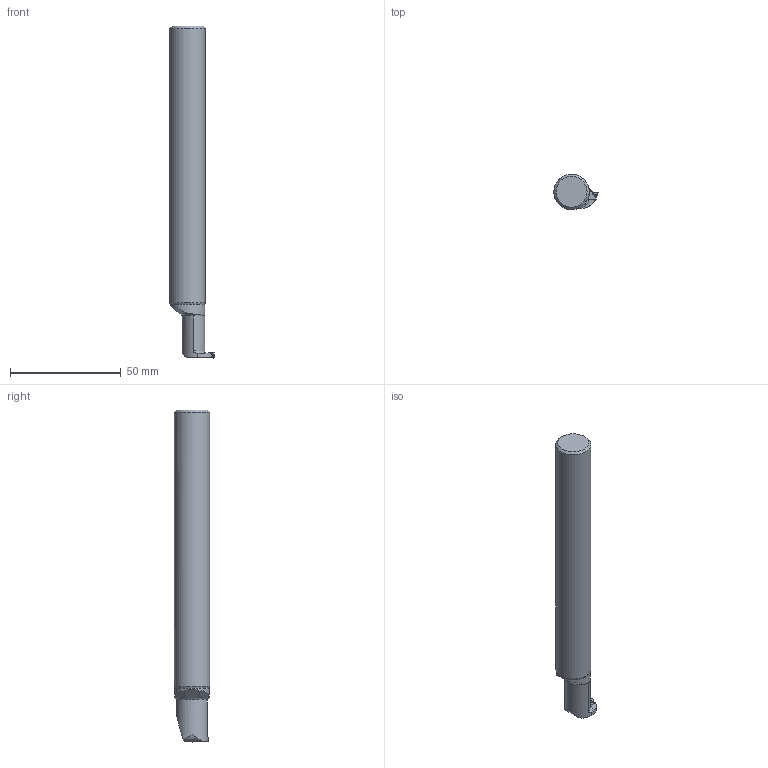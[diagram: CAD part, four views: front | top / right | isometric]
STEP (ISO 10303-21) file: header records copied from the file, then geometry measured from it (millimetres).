
FILE_DESCRIPTION(/* description */ (''),/* implementation_level */ '2;1');
FILE_NAME(/* name */ 'toolassembly_1.stp',/* time_stamp */ '2021-11-29T10:22:20+01:00',/* author */ (''),/* organization */ ('SMS'),/* preprocessor_version */ 'ST-DEVELOPER v16.7',/* originating_system */ 'SIEMENS PLM Software NX 12.0',/* authorisation */ '');
FILE_SCHEMA (('AUTOMOTIVE_DESIGN { 1 0 10303 214 3 1 1 1 }'));
Length unit declared in the file: millimetre
Products named in the file (4): ASSEMBLY_CONSTRUCTION; CUT_20211129102015; NOCUT_20211129101952; TOOLASSEMBLY_1
Assembly tree (3 placements, depth 2):
  TOOLASSEMBLY_1
    NOCUT_20211129101952
    CUT_20211129102015
    ASSEMBLY_CONSTRUCTION
Bounding box: 19.98 x 15.97 x 150 mm (x, y, z)
Volume: 27868.3 mm3; surface area: 7677 mm2
Topology: 2 solids, 2 shells, 127 faces, 338 edges, 221 vertices
Faces by surface type: plane 47, cylinder 42, bspline 22, torus 7, cone 7, extrusion 2
Full cylindrical faces by diameter (mm): 15.5 x1, 15.97 x1
Entity records: 4822 total; most frequent: CARTESIAN_POINT 1700, ORIENTED_EDGE 658, DIRECTION 592, EDGE_CURVE 329, AXIS2_PLACEMENT_3D 229, VERTEX_POINT 213, VECTOR 134, EDGE_LOOP 134
